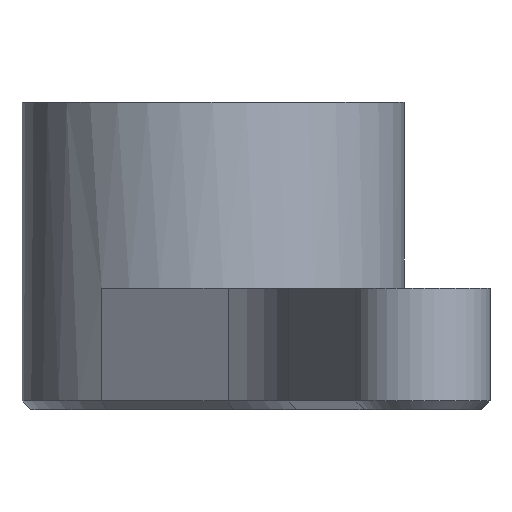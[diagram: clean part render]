
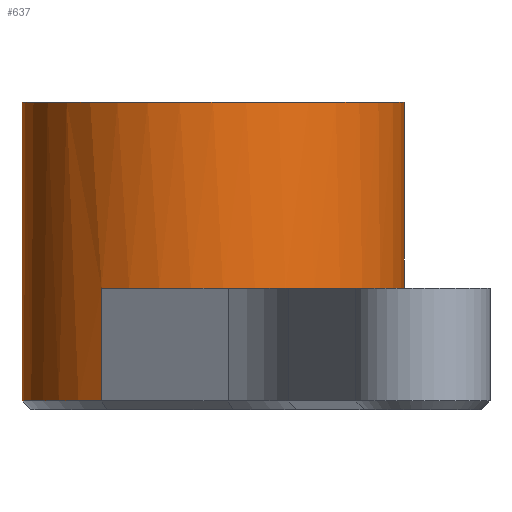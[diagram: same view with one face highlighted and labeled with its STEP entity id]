
A CAD part, front view. The second image highlights one B-rep face of the part: STEP entity #637.
In plain terms, the highlighted cylindrical face has radius 11 mm (diameter 22 mm), a full revolution.
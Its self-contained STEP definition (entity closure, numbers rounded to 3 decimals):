
#28=CYLINDRICAL_SURFACE('',#707,11.);
#48=CIRCLE('',#691,11.);
#49=CIRCLE('',#692,11.);
#52=CIRCLE('',#696,11.);
#57=CIRCLE('',#708,11.);
#58=CIRCLE('',#709,11.);
#59=CIRCLE('',#710,11.);
#90=FACE_OUTER_BOUND('',#133,.T.);
#133=EDGE_LOOP('',(#516,#517,#518,#519,#520,#521,#522,#523,#524,#525,#526,
#527));
#173=LINE('',#984,#233);
#179=LINE('',#999,#239);
#181=LINE('',#1005,#241);
#193=LINE('',#1051,#253);
#194=LINE('',#1055,#254);
#233=VECTOR('',#787,1000.);
#239=VECTOR('',#801,1000.);
#241=VECTOR('',#805,1000.);
#253=VECTOR('',#857,1000.);
#254=VECTOR('',#862,11.);
#289=VERTEX_POINT('',#980);
#291=VERTEX_POINT('',#983);
#295=VERTEX_POINT('',#995);
#296=VERTEX_POINT('',#997);
#297=VERTEX_POINT('',#1001);
#299=VERTEX_POINT('',#1004);
#303=VERTEX_POINT('',#1016);
#304=VERTEX_POINT('',#1018);
#313=VERTEX_POINT('',#1049);
#314=VERTEX_POINT('',#1053);
#353=EDGE_CURVE('',#291,#289,#173,.T.);
#361=EDGE_CURVE('',#296,#295,#179,.T.);
#363=EDGE_CURVE('',#299,#297,#181,.T.);
#369=EDGE_CURVE('',#299,#303,#48,.T.);
#370=EDGE_CURVE('',#303,#304,#49,.T.);
#375=EDGE_CURVE('',#291,#296,#52,.T.);
#386=EDGE_CURVE('',#304,#313,#193,.T.);
#387=EDGE_CURVE('',#314,#314,#57,.T.);
#388=EDGE_CURVE('',#314,#303,#194,.T.);
#389=EDGE_CURVE('',#295,#297,#58,.T.);
#390=EDGE_CURVE('',#313,#289,#59,.T.);
#516=ORIENTED_EDGE('',*,*,#387,.F.);
#517=ORIENTED_EDGE('',*,*,#388,.T.);
#518=ORIENTED_EDGE('',*,*,#369,.F.);
#519=ORIENTED_EDGE('',*,*,#363,.T.);
#520=ORIENTED_EDGE('',*,*,#389,.F.);
#521=ORIENTED_EDGE('',*,*,#361,.F.);
#522=ORIENTED_EDGE('',*,*,#375,.F.);
#523=ORIENTED_EDGE('',*,*,#353,.T.);
#524=ORIENTED_EDGE('',*,*,#390,.F.);
#525=ORIENTED_EDGE('',*,*,#386,.F.);
#526=ORIENTED_EDGE('',*,*,#370,.F.);
#527=ORIENTED_EDGE('',*,*,#388,.F.);
#637=ADVANCED_FACE('',(#90),#28,.T.);
#691=AXIS2_PLACEMENT_3D('',#1017,#817,#818);
#692=AXIS2_PLACEMENT_3D('',#1019,#819,#820);
#696=AXIS2_PLACEMENT_3D('',#1028,#829,#830);
#707=AXIS2_PLACEMENT_3D('',#1052,#858,#859);
#708=AXIS2_PLACEMENT_3D('',#1054,#860,#861);
#709=AXIS2_PLACEMENT_3D('',#1056,#863,#864);
#710=AXIS2_PLACEMENT_3D('',#1057,#865,#866);
#787=DIRECTION('',(0.,0.,-1.));
#801=DIRECTION('',(0.,0.,-1.));
#805=DIRECTION('',(0.,0.,-1.));
#817=DIRECTION('center_axis',(0.,0.,-1.));
#818=DIRECTION('ref_axis',(0.,-1.,0.));
#819=DIRECTION('center_axis',(0.,0.,-1.));
#820=DIRECTION('ref_axis',(0.,-1.,0.));
#829=DIRECTION('center_axis',(0.,0.,-1.));
#830=DIRECTION('ref_axis',(0.,-1.,0.));
#857=DIRECTION('',(0.,0.,-1.));
#858=DIRECTION('center_axis',(0.,0.,-1.));
#859=DIRECTION('ref_axis',(-1.,0.,0.));
#860=DIRECTION('center_axis',(0.,0.,1.));
#861=DIRECTION('ref_axis',(0.,-1.,0.));
#862=DIRECTION('',(0.,0.,-1.));
#863=DIRECTION('center_axis',(0.,0.,-1.));
#864=DIRECTION('ref_axis',(0.,-1.,0.));
#865=DIRECTION('center_axis',(0.,0.,-1.));
#866=DIRECTION('ref_axis',(-1.,0.,0.));
#980=CARTESIAN_POINT('',(12.276,54.675,-0.05));
#983=CARTESIAN_POINT('',(12.276,54.675,6.45));
#984=CARTESIAN_POINT('',(12.276,54.675,6.45));
#995=CARTESIAN_POINT('',(33.15,54.675,-0.05));
#997=CARTESIAN_POINT('',(33.15,54.675,6.45));
#999=CARTESIAN_POINT('',(33.15,54.675,6.45));
#1001=CARTESIAN_POINT('',(33.54,53.144,-0.05));
#1004=CARTESIAN_POINT('',(33.54,53.144,6.45));
#1005=CARTESIAN_POINT('',(33.54,53.144,6.45));
#1016=CARTESIAN_POINT('',(33.713,51.201,6.45));
#1017=CARTESIAN_POINT('Origin',(22.713,51.201,6.45));
#1018=CARTESIAN_POINT('',(16.296,42.267,6.45));
#1019=CARTESIAN_POINT('Origin',(22.713,51.201,6.45));
#1028=CARTESIAN_POINT('Origin',(22.713,51.201,6.45));
#1049=CARTESIAN_POINT('',(16.296,42.267,-0.05));
#1051=CARTESIAN_POINT('',(16.296,42.267,6.45));
#1052=CARTESIAN_POINT('Origin',(22.713,51.201,6.45));
#1053=CARTESIAN_POINT('',(33.713,51.201,17.15));
#1054=CARTESIAN_POINT('Origin',(22.713,51.201,17.15));
#1055=CARTESIAN_POINT('',(33.713,51.201,6.45));
#1056=CARTESIAN_POINT('Origin',(22.713,51.201,-0.05));
#1057=CARTESIAN_POINT('Origin',(22.713,51.201,-0.05));
